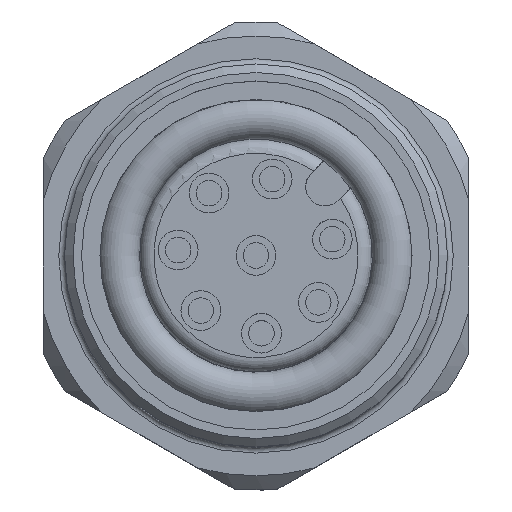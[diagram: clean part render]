
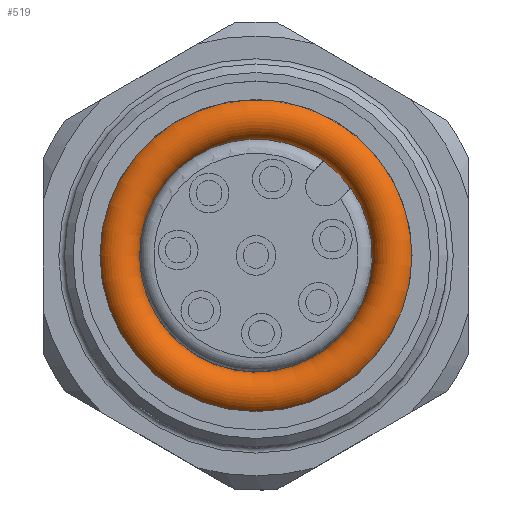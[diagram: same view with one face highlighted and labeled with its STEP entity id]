
A CAD part, top view. The second image highlights one B-rep face of the part: STEP entity #519.
In plain terms, the highlighted toroidal (fillet/blend) face has major radius 4.845 mm and minor radius 0.75 mm.
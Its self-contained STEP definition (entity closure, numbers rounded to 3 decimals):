
#34=TOROIDAL_SURFACE('',#2114,4.845,0.75);
#81=FACE_BOUND('',#800,.T.);
#82=FACE_BOUND('',#801,.T.);
#359=CIRCLE('',#2092,4.1);
#374=CIRCLE('',#2112,5.5);
#375=CIRCLE('',#2113,4.325);
#519=ADVANCED_FACE('',(#81,#82),#34,.T.);
#800=EDGE_LOOP('',(#1191));
#801=EDGE_LOOP('',(#1192,#1193,#1194,#1195,#1196,#1197));
#1191=ORIENTED_EDGE('',*,*,#1852,.T.);
#1192=ORIENTED_EDGE('',*,*,#1832,.T.);
#1193=ORIENTED_EDGE('',*,*,#1831,.T.);
#1194=ORIENTED_EDGE('',*,*,#1853,.T.);
#1195=ORIENTED_EDGE('',*,*,#1819,.T.);
#1196=ORIENTED_EDGE('',*,*,#1818,.T.);
#1197=ORIENTED_EDGE('',*,*,#1829,.F.);
#1621=VERTEX_POINT('',#3083);
#1622=VERTEX_POINT('',#3084);
#1623=VERTEX_POINT('',#3092);
#1631=VERTEX_POINT('',#3131);
#1633=VERTEX_POINT('',#3136);
#1634=VERTEX_POINT('',#3144);
#1651=VERTEX_POINT('',#3204);
#1818=EDGE_CURVE('',#1621,#1622,#2053,.T.);
#1819=EDGE_CURVE('',#1623,#1621,#2054,.T.);
#1829=EDGE_CURVE('',#1631,#1622,#359,.T.);
#1831=EDGE_CURVE('',#1634,#1633,#2058,.T.);
#1832=EDGE_CURVE('',#1631,#1634,#2059,.T.);
#1852=EDGE_CURVE('',#1651,#1651,#374,.T.);
#1853=EDGE_CURVE('',#1633,#1623,#375,.T.);
#2053=B_SPLINE_CURVE_WITH_KNOTS('',3,(#3079,#3080,#3081,#3082),
 .UNSPECIFIED.,.F.,.F.,(4,4),(0.,1.),.UNSPECIFIED.);
#2054=B_SPLINE_CURVE_WITH_KNOTS('',3,(#3085,#3086,#3087,#3088,#3089,#3090,
#3091),.UNSPECIFIED.,.F.,.F.,(4,3,4),(0.,0.488,1.),
 .UNSPECIFIED.);
#2058=B_SPLINE_CURVE_WITH_KNOTS('',3,(#3137,#3138,#3139,#3140,#3141,#3142,
#3143),.UNSPECIFIED.,.F.,.F.,(4,3,4),(0.,0.485,1.),
 .UNSPECIFIED.);
#2059=B_SPLINE_CURVE_WITH_KNOTS('',3,(#3145,#3146,#3147,#3148),
 .UNSPECIFIED.,.F.,.F.,(4,4),(0.,1.),.UNSPECIFIED.);
#2092=AXIS2_PLACEMENT_3D('',#3132,#2415,#2416);
#2112=AXIS2_PLACEMENT_3D('',#3203,#2460,#2461);
#2113=AXIS2_PLACEMENT_3D('',#3205,#2462,#2463);
#2114=AXIS2_PLACEMENT_3D('',#3206,#2464,#2465);
#2415=DIRECTION('',(0.,0.,1.));
#2416=DIRECTION('',(-1.,0.,0.));
#2460=DIRECTION('',(0.,0.,1.));
#2461=DIRECTION('',(-1.,0.,0.));
#2462=DIRECTION('',(0.,0.,-1.));
#2463=DIRECTION('',(-1.,0.,0.));
#2464=DIRECTION('',(0.,0.,1.));
#2465=DIRECTION('',(1.,0.,0.));
#3079=CARTESIAN_POINT('',(20.972,2.382,9.089));
#3080=CARTESIAN_POINT('',(20.967,2.378,9.146));
#3081=CARTESIAN_POINT('',(20.967,2.378,9.205));
#3082=CARTESIAN_POINT('',(20.972,2.382,9.262));
#3083=CARTESIAN_POINT('',(20.972,2.382,9.089));
#3084=CARTESIAN_POINT('',(20.972,2.382,9.262));
#3085=CARTESIAN_POINT('',(21.133,2.543,8.635));
#3086=CARTESIAN_POINT('',(21.09,2.5,8.693));
#3087=CARTESIAN_POINT('',(21.054,2.464,8.762));
#3088=CARTESIAN_POINT('',(21.026,2.437,8.837));
#3089=CARTESIAN_POINT('',(20.998,2.408,8.915));
#3090=CARTESIAN_POINT('',(20.979,2.39,9.002));
#3091=CARTESIAN_POINT('',(20.972,2.382,9.089));
#3092=CARTESIAN_POINT('',(21.133,2.543,8.635));
#3131=CARTESIAN_POINT('',(20.018,3.337,9.262));
#3132=CARTESIAN_POINT('',(17.635,0.,9.262));
#3136=CARTESIAN_POINT('',(20.178,3.498,8.635));
#3137=CARTESIAN_POINT('',(20.018,3.337,9.089));
#3138=CARTESIAN_POINT('',(20.024,3.344,9.006));
#3139=CARTESIAN_POINT('',(20.042,3.361,8.924));
#3140=CARTESIAN_POINT('',(20.068,3.387,8.849));
#3141=CARTESIAN_POINT('',(20.095,3.414,8.77));
#3142=CARTESIAN_POINT('',(20.133,3.452,8.696));
#3143=CARTESIAN_POINT('',(20.178,3.498,8.635));
#3144=CARTESIAN_POINT('',(20.018,3.337,9.089));
#3145=CARTESIAN_POINT('',(20.018,3.337,9.262));
#3146=CARTESIAN_POINT('',(20.013,3.332,9.205));
#3147=CARTESIAN_POINT('',(20.013,3.332,9.146));
#3148=CARTESIAN_POINT('',(20.018,3.337,9.089));
#3203=CARTESIAN_POINT('',(17.635,0.,9.541));
#3204=CARTESIAN_POINT('',(12.135,0.,9.541));
#3205=CARTESIAN_POINT('',(17.635,0.,8.635));
#3206=CARTESIAN_POINT('',(17.635,0.,9.175));
